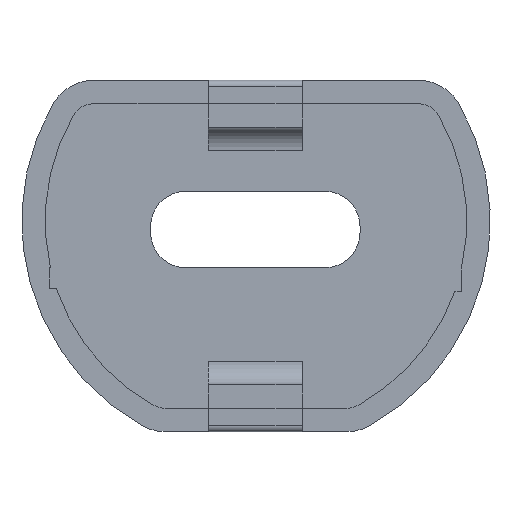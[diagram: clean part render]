
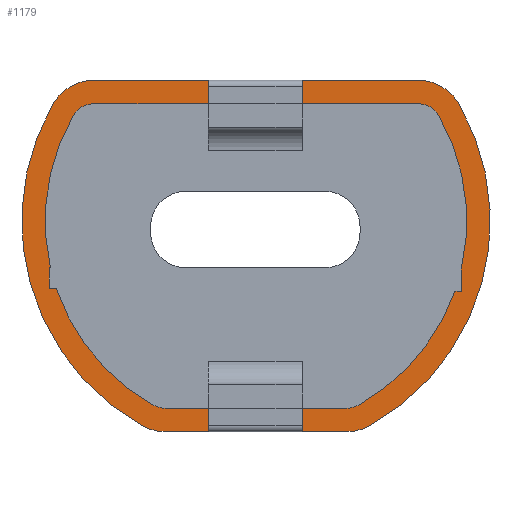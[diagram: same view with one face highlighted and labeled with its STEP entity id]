
A CAD part, left-side view. The second image highlights one B-rep face of the part: STEP entity #1179.
In plain terms, the highlighted planar face has unit normal (-1, 0, 0).
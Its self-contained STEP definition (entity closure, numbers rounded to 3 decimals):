
#23=FACE_BOUND('',#172,.T.);
#51=PLANE('',#1288);
#104=FACE_OUTER_BOUND('',#171,.T.);
#171=EDGE_LOOP('',(#1003,#1004,#1005,#1006,#1007,#1008,#1009,#1010));
#172=EDGE_LOOP('',(#1011,#1012,#1013,#1014,#1015,#1016,#1017,#1018,#1019,
#1020,#1021,#1022,#1023,#1024,#1025,#1026,#1027,#1028,#1029));
#231=LINE('',#1768,#353);
#237=LINE('',#1780,#359);
#247=LINE('',#1798,#369);
#248=LINE('',#1801,#370);
#251=LINE('',#1807,#373);
#256=LINE('',#1816,#378);
#281=LINE('',#1918,#403);
#291=LINE('',#1952,#413);
#293=LINE('',#1968,#415);
#294=LINE('',#1970,#416);
#295=LINE('',#1975,#417);
#296=LINE('',#1977,#418);
#297=LINE('',#1979,#419);
#353=VECTOR('',#1403,10.);
#359=VECTOR('',#1415,10.);
#369=VECTOR('',#1433,10.);
#370=VECTOR('',#1436,10.);
#373=VECTOR('',#1441,10.);
#378=VECTOR('',#1448,10.);
#403=VECTOR('',#1549,10.);
#413=VECTOR('',#1583,10.);
#415=VECTOR('',#1601,10.);
#416=VECTOR('',#1602,10.);
#417=VECTOR('',#1607,10.);
#418=VECTOR('',#1608,10.);
#419=VECTOR('',#1609,10.);
#447=CIRCLE('',#1238,1.);
#459=CIRCLE('',#1252,1.);
#472=CIRCLE('',#1275,2.);
#473=CIRCLE('',#1277,10.);
#474=CIRCLE('',#1279,2.);
#479=CIRCLE('',#1287,2.);
#480=CIRCLE('',#1289,10.);
#481=CIRCLE('',#1290,2.);
#482=CIRCLE('',#1291,1.);
#483=CIRCLE('',#1292,1.);
#484=CIRCLE('',#1293,9.);
#485=CIRCLE('',#1294,9.);
#486=CIRCLE('',#1295,9.);
#487=CIRCLE('',#1296,9.);
#507=VERTEX_POINT('',#1720);
#522=VERTEX_POINT('',#1767);
#524=VERTEX_POINT('',#1777);
#525=VERTEX_POINT('',#1779);
#529=VERTEX_POINT('',#1796);
#530=VERTEX_POINT('',#1800);
#532=VERTEX_POINT('',#1806);
#535=VERTEX_POINT('',#1814);
#537=VERTEX_POINT('',#1820);
#556=VERTEX_POINT('',#1863);
#573=VERTEX_POINT('',#1915);
#574=VERTEX_POINT('',#1917);
#575=VERTEX_POINT('',#1921);
#576=VERTEX_POINT('',#1925);
#577=VERTEX_POINT('',#1929);
#586=VERTEX_POINT('',#1950);
#587=VERTEX_POINT('',#1954);
#588=VERTEX_POINT('',#1958);
#589=VERTEX_POINT('',#1961);
#590=VERTEX_POINT('',#1963);
#591=VERTEX_POINT('',#1965);
#592=VERTEX_POINT('',#1967);
#593=VERTEX_POINT('',#1969);
#594=VERTEX_POINT('',#1972);
#595=VERTEX_POINT('',#1974);
#596=VERTEX_POINT('',#1976);
#597=VERTEX_POINT('',#1978);
#643=EDGE_CURVE('',#522,#507,#231,.T.);
#649=EDGE_CURVE('',#525,#524,#237,.T.);
#659=EDGE_CURVE('',#507,#529,#247,.T.);
#660=EDGE_CURVE('',#530,#522,#248,.T.);
#663=EDGE_CURVE('',#532,#525,#251,.T.);
#668=EDGE_CURVE('',#524,#535,#256,.T.);
#671=EDGE_CURVE('',#537,#535,#447,.T.);
#692=EDGE_CURVE('',#532,#556,#459,.T.);
#719=EDGE_CURVE('',#574,#573,#281,.T.);
#722=EDGE_CURVE('',#573,#575,#472,.T.);
#724=EDGE_CURVE('',#575,#576,#473,.T.);
#726=EDGE_CURVE('',#577,#576,#474,.T.);
#736=EDGE_CURVE('',#577,#586,#291,.T.);
#738=EDGE_CURVE('',#587,#586,#479,.T.);
#739=EDGE_CURVE('',#587,#588,#480,.T.);
#740=EDGE_CURVE('',#588,#574,#481,.T.);
#741=EDGE_CURVE('',#589,#530,#482,.T.);
#742=EDGE_CURVE('',#529,#590,#483,.T.);
#743=EDGE_CURVE('',#590,#591,#484,.T.);
#744=EDGE_CURVE('',#591,#592,#293,.T.);
#745=EDGE_CURVE('',#592,#593,#294,.T.);
#746=EDGE_CURVE('',#593,#556,#485,.T.);
#747=EDGE_CURVE('',#537,#594,#486,.T.);
#748=EDGE_CURVE('',#594,#595,#295,.T.);
#749=EDGE_CURVE('',#595,#596,#296,.T.);
#750=EDGE_CURVE('',#596,#597,#297,.T.);
#751=EDGE_CURVE('',#597,#589,#487,.T.);
#1003=ORIENTED_EDGE('',*,*,#719,.T.);
#1004=ORIENTED_EDGE('',*,*,#722,.T.);
#1005=ORIENTED_EDGE('',*,*,#724,.T.);
#1006=ORIENTED_EDGE('',*,*,#726,.F.);
#1007=ORIENTED_EDGE('',*,*,#736,.T.);
#1008=ORIENTED_EDGE('',*,*,#738,.F.);
#1009=ORIENTED_EDGE('',*,*,#739,.T.);
#1010=ORIENTED_EDGE('',*,*,#740,.T.);
#1011=ORIENTED_EDGE('',*,*,#741,.T.);
#1012=ORIENTED_EDGE('',*,*,#660,.T.);
#1013=ORIENTED_EDGE('',*,*,#643,.T.);
#1014=ORIENTED_EDGE('',*,*,#659,.T.);
#1015=ORIENTED_EDGE('',*,*,#742,.T.);
#1016=ORIENTED_EDGE('',*,*,#743,.T.);
#1017=ORIENTED_EDGE('',*,*,#744,.T.);
#1018=ORIENTED_EDGE('',*,*,#745,.T.);
#1019=ORIENTED_EDGE('',*,*,#746,.T.);
#1020=ORIENTED_EDGE('',*,*,#692,.F.);
#1021=ORIENTED_EDGE('',*,*,#663,.T.);
#1022=ORIENTED_EDGE('',*,*,#649,.T.);
#1023=ORIENTED_EDGE('',*,*,#668,.T.);
#1024=ORIENTED_EDGE('',*,*,#671,.F.);
#1025=ORIENTED_EDGE('',*,*,#747,.T.);
#1026=ORIENTED_EDGE('',*,*,#748,.T.);
#1027=ORIENTED_EDGE('',*,*,#749,.T.);
#1028=ORIENTED_EDGE('',*,*,#750,.T.);
#1029=ORIENTED_EDGE('',*,*,#751,.T.);
#1179=ADVANCED_FACE('',(#104,#23),#51,.F.);
#1238=AXIS2_PLACEMENT_3D('',#1822,#1454,#1455);
#1252=AXIS2_PLACEMENT_3D('',#1864,#1491,#1492);
#1275=AXIS2_PLACEMENT_3D('',#1923,#1554,#1555);
#1277=AXIS2_PLACEMENT_3D('',#1927,#1559,#1560);
#1279=AXIS2_PLACEMENT_3D('',#1931,#1564,#1565);
#1287=AXIS2_PLACEMENT_3D('',#1956,#1587,#1588);
#1288=AXIS2_PLACEMENT_3D('',#1957,#1589,#1590);
#1289=AXIS2_PLACEMENT_3D('',#1959,#1591,#1592);
#1290=AXIS2_PLACEMENT_3D('',#1960,#1593,#1594);
#1291=AXIS2_PLACEMENT_3D('',#1962,#1595,#1596);
#1292=AXIS2_PLACEMENT_3D('',#1964,#1597,#1598);
#1293=AXIS2_PLACEMENT_3D('',#1966,#1599,#1600);
#1294=AXIS2_PLACEMENT_3D('',#1971,#1603,#1604);
#1295=AXIS2_PLACEMENT_3D('',#1973,#1605,#1606);
#1296=AXIS2_PLACEMENT_3D('',#1980,#1610,#1611);
#1403=DIRECTION('',(0.,-1.,0.));
#1415=DIRECTION('',(0.,1.,0.));
#1433=DIRECTION('',(0.,-1.,0.));
#1436=DIRECTION('',(0.,-1.,0.));
#1441=DIRECTION('',(0.,1.,0.));
#1448=DIRECTION('',(0.,1.,0.));
#1454=DIRECTION('center_axis',(-1.,0.,0.));
#1455=DIRECTION('ref_axis',(0.,0.25,-0.968));
#1491=DIRECTION('center_axis',(-1.,0.,0.));
#1492=DIRECTION('ref_axis',(0.,-0.25,-0.968));
#1549=DIRECTION('',(0.,1.,0.));
#1554=DIRECTION('center_axis',(-1.,0.,0.));
#1555=DIRECTION('ref_axis',(0.,0.5,0.866));
#1559=DIRECTION('center_axis',(-1.,0.,0.));
#1560=DIRECTION('ref_axis',(0.,0.,-1.));
#1564=DIRECTION('center_axis',(1.,0.,0.));
#1565=DIRECTION('ref_axis',(0.,0.25,-0.968));
#1583=DIRECTION('',(0.,-1.,0.));
#1587=DIRECTION('center_axis',(1.,0.,0.));
#1588=DIRECTION('ref_axis',(0.,-0.25,-0.968));
#1589=DIRECTION('center_axis',(1.,0.,0.));
#1590=DIRECTION('ref_axis',(0.,0.,-1.));
#1591=DIRECTION('center_axis',(-1.,0.,0.));
#1592=DIRECTION('ref_axis',(0.,0.,-1.));
#1593=DIRECTION('center_axis',(-1.,0.,0.));
#1594=DIRECTION('ref_axis',(0.,-0.5,0.866));
#1595=DIRECTION('center_axis',(1.,0.,0.));
#1596=DIRECTION('ref_axis',(0.,0.5,0.866));
#1597=DIRECTION('center_axis',(1.,0.,0.));
#1598=DIRECTION('ref_axis',(0.,-0.5,0.866));
#1599=DIRECTION('center_axis',(1.,0.,0.));
#1600=DIRECTION('ref_axis',(0.,0.,-1.));
#1601=DIRECTION('',(0.,0.,-1.));
#1602=DIRECTION('',(0.,1.,0.));
#1603=DIRECTION('center_axis',(1.,0.,0.));
#1604=DIRECTION('ref_axis',(0.,0.,-1.));
#1605=DIRECTION('center_axis',(1.,0.,0.));
#1606=DIRECTION('ref_axis',(0.,0.,-1.));
#1607=DIRECTION('',(0.,1.,0.));
#1608=DIRECTION('',(0.,0.,1.));
#1609=DIRECTION('',(0.,-1.,0.));
#1610=DIRECTION('center_axis',(1.,0.,0.));
#1611=DIRECTION('ref_axis',(0.,0.,-1.));
#1720=CARTESIAN_POINT('',(18.,-2.,6.));
#1767=CARTESIAN_POINT('',(18.,2.,6.));
#1768=CARTESIAN_POINT('',(18.,-0.028,6.));
#1777=CARTESIAN_POINT('',(18.,2.,-7.));
#1779=CARTESIAN_POINT('',(18.,-2.,-7.));
#1780=CARTESIAN_POINT('',(18.,2.618,-7.));
#1796=CARTESIAN_POINT('',(18.,-6.956,6.));
#1798=CARTESIAN_POINT('',(18.,-0.028,6.));
#1800=CARTESIAN_POINT('',(18.,6.901,6.));
#1801=CARTESIAN_POINT('',(18.,-0.028,6.));
#1806=CARTESIAN_POINT('',(18.,-3.9,-7.));
#1807=CARTESIAN_POINT('',(18.,2.618,-7.));
#1814=CARTESIAN_POINT('',(18.,3.844,-7.));
#1816=CARTESIAN_POINT('',(18.,2.618,-7.));
#1820=CARTESIAN_POINT('',(18.,4.328,-6.875));
#1822=CARTESIAN_POINT('Origin',(18.,3.844,-6.));
#1863=CARTESIAN_POINT('',(18.,-4.384,-6.875));
#1864=CARTESIAN_POINT('Origin',(18.,-3.9,-6.));
#1915=CARTESIAN_POINT('',(18.,6.901,7.));
#1917=CARTESIAN_POINT('',(18.,-6.956,7.));
#1918=CARTESIAN_POINT('',(18.,-0.028,7.));
#1921=CARTESIAN_POINT('',(18.,8.633,6.));
#1923=CARTESIAN_POINT('Origin',(18.,6.901,5.));
#1925=CARTESIAN_POINT('',(18.,4.813,-7.75));
#1927=CARTESIAN_POINT('Origin',(18.,-0.028,1.));
#1929=CARTESIAN_POINT('',(18.,3.844,-8.));
#1931=CARTESIAN_POINT('Origin',(18.,3.844,-6.));
#1950=CARTESIAN_POINT('',(18.,-3.9,-8.));
#1952=CARTESIAN_POINT('',(18.,-2.673,-8.));
#1954=CARTESIAN_POINT('',(18.,-4.868,-7.75));
#1956=CARTESIAN_POINT('Origin',(18.,-3.9,-6.));
#1957=CARTESIAN_POINT('Origin',(18.,-0.028,1.));
#1958=CARTESIAN_POINT('',(18.,-8.688,6.));
#1959=CARTESIAN_POINT('Origin',(18.,-0.028,1.));
#1960=CARTESIAN_POINT('Origin',(18.,-6.956,5.));
#1961=CARTESIAN_POINT('',(18.,7.767,5.5));
#1962=CARTESIAN_POINT('Origin',(18.,6.901,5.));
#1963=CARTESIAN_POINT('',(18.,-7.822,5.5));
#1964=CARTESIAN_POINT('Origin',(18.,-6.956,5.));
#1965=CARTESIAN_POINT('',(18.,-8.8,-1.012));
#1966=CARTESIAN_POINT('Origin',(18.,-0.028,1.));
#1967=CARTESIAN_POINT('',(18.,-8.8,-2.));
#1968=CARTESIAN_POINT('',(18.,-8.8,0.));
#1969=CARTESIAN_POINT('',(18.,-8.513,-2.));
#1970=CARTESIAN_POINT('',(18.,-4.264,-2.));
#1971=CARTESIAN_POINT('Origin',(18.,-0.028,1.));
#1972=CARTESIAN_POINT('',(18.,8.5,-1.876));
#1973=CARTESIAN_POINT('Origin',(18.,-0.028,1.));
#1974=CARTESIAN_POINT('',(18.,8.8,-1.876));
#1975=CARTESIAN_POINT('',(18.,4.236,-1.876));
#1976=CARTESIAN_POINT('',(18.,8.8,-1.));
#1977=CARTESIAN_POINT('',(18.,8.8,0.));
#1978=CARTESIAN_POINT('',(18.,8.747,-1.));
#1979=CARTESIAN_POINT('',(18.,4.236,-1.));
#1980=CARTESIAN_POINT('Origin',(18.,-0.028,1.));
